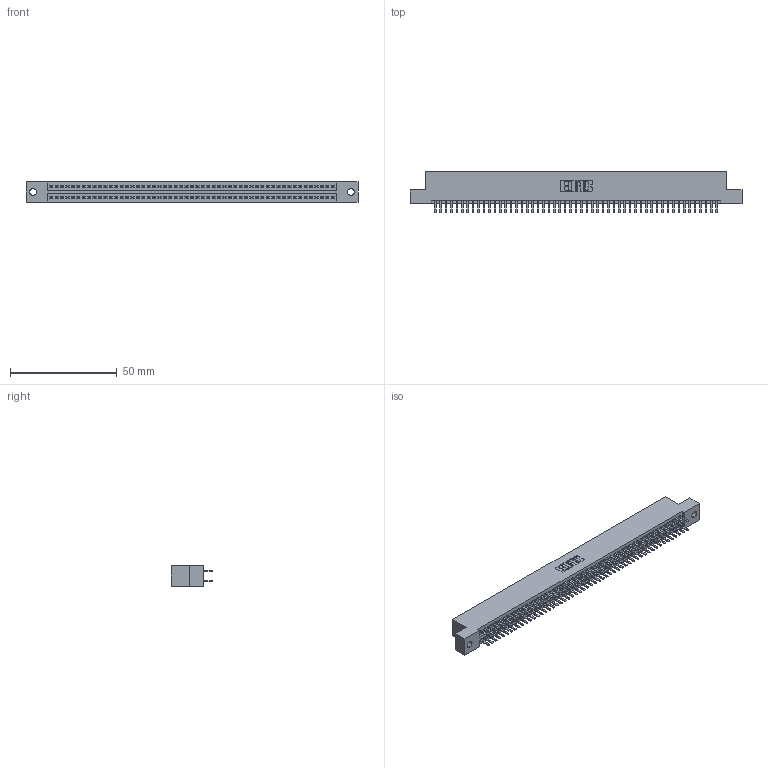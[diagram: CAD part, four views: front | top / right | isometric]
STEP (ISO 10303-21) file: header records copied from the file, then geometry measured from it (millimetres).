
FILE_DESCRIPTION (( 'STEP AP203' ), '1' );
FILE_NAME ('345-106-520-202.STEP', '2018-10-06T02:42:21', ( '' ), ( '' ), 'SwSTEP 2.0', 'SolidWorks 2016', '' );
FILE_SCHEMA (( 'CONFIG_CONTROL_DESIGN' ));
Length unit declared in the file: inch
Products named in the file (3): 345 Part_Flush Mounting Lugs - 0.128 Dia; 345-292-001_345-293-120; 345-106-520-202
Assembly tree (107 placements, depth 2):
  345-106-520-202
    345 Part_Flush Mounting Lugs - 0.128 Dia
    345-292-001_345-293-120  x106
Bounding box: 155.83 x 19.68 x 9.4 mm (x, y, z)
Volume: 15156.2 mm3; surface area: 22244.6 mm2
Topology: 107 solids, 107 shells, 5850 faces, 16983 edges, 11038 vertices
Faces by surface type: plane 3790, cylinder 2060
Entity records: 40221 total; most frequent: CARTESIAN_POINT 6744, ORIENTED_EDGE 6666, DIRECTION 5921, EDGE_CURVE 3333, LINE 2985, VECTOR 2985, VERTEX_POINT 2218, AXIS2_PLACEMENT_3D 1468
